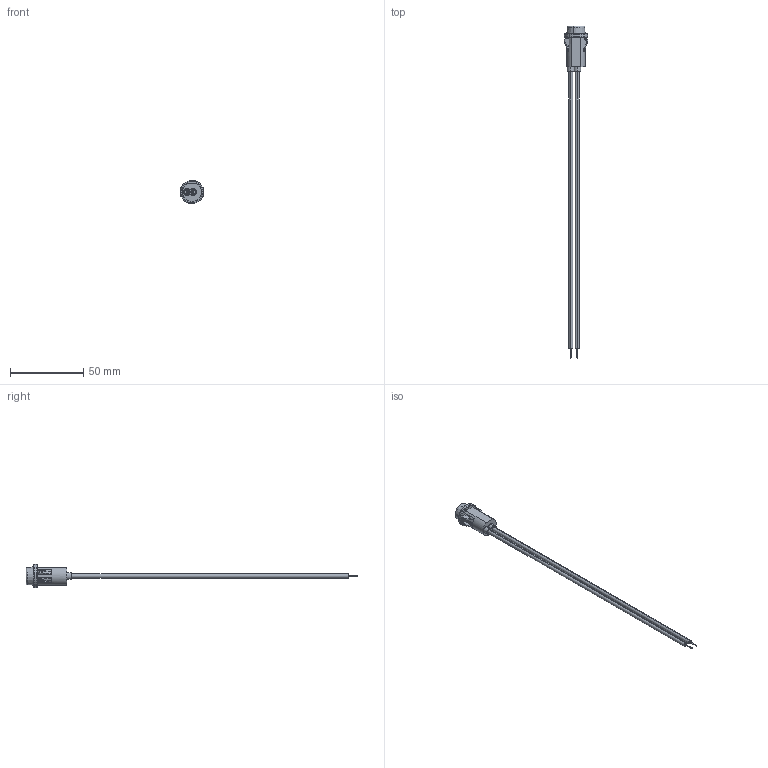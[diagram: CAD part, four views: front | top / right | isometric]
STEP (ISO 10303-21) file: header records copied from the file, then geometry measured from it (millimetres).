
FILE_DESCRIPTION (( 'STEP AP203' ), '1' );
FILE_NAME ('1050C, 1051C, 1090C.STEP', '2017-09-12T16:15:33', ( '' ), ( '' ), 'SwSTEP 2.0', 'SolidWorks 2016', '' );
FILE_SCHEMA (( 'CONFIG_CONTROL_DESIGN' ));
Length unit declared in the file: inch
Products named in the file (7): D11733 - B4816_Clear; _22 AWG PVC Straight Wire_WP23927BK_08"; MT2921-A9708; MB0460S; LN2730_LN2730 for B5593; 1050C, 1051C, 1090C; E13976 C8305
Assembly tree (8 placements, depth 2):
  1050C, 1051C, 1090C
    E13976 C8305
    D11733 - B4816_Clear
    _22 AWG PVC Straight Wire_WP23927BK_08"  x2
    MT2921-A9708  x2
    MB0460S
    LN2730_LN2730 for B5593
Bounding box: 16.28 x 226.57 x 15.98 mm (x, y, z)
Volume: 3797 mm3; surface area: 7780.8 mm2
Topology: 8 solids, 9 shells, 328 faces, 843 edges, 524 vertices
Faces by surface type: cylinder 120, plane 110, cone 44, torus 38, sphere 10, bspline 6
Entity records: 10247 total; most frequent: CARTESIAN_POINT 2130, DIRECTION 1652, ORIENTED_EDGE 1484, EDGE_CURVE 742, AXIS2_PLACEMENT_3D 653, VERTEX_POINT 465, CIRCLE 350, VECTOR 346
